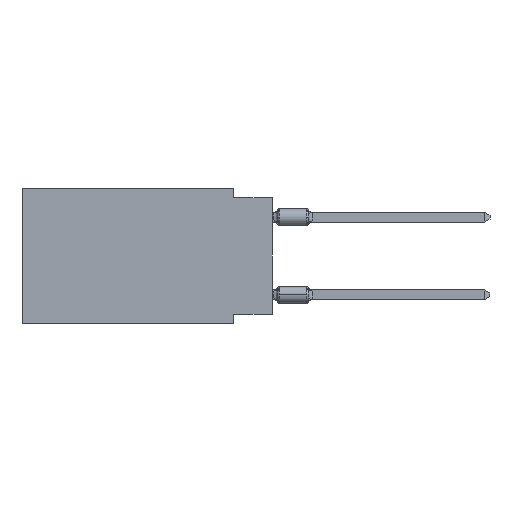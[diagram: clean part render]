
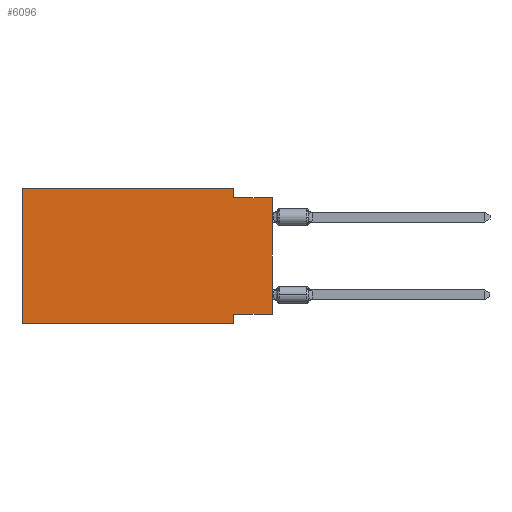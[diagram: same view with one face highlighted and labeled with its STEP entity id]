
A CAD part, left-side view. The second image highlights one B-rep face of the part: STEP entity #6096.
In plain terms, the highlighted planar face has unit normal (-1, 0, 0).
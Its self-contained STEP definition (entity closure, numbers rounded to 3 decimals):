
#217 = VERTEX_POINT ( 'NONE', #16384 ) ;
#423 = ORIENTED_EDGE ( 'NONE', *, *, #3239, .T. ) ;
#448 = VERTEX_POINT ( 'NONE', #11021 ) ;
#465 = ORIENTED_EDGE ( 'NONE', *, *, #15315, .F. ) ;
#1862 = DIRECTION ( 'NONE',  ( 0., 0., -1. ) ) ;
#2262 = DIRECTION ( 'NONE',  ( 0., -1., 0. ) ) ;
#2487 = CARTESIAN_POINT ( 'NONE',  ( 0., 0., -8.255 ) ) ;
#2603 = LINE ( 'NONE', #3925, #2809 ) ;
#2618 = VERTEX_POINT ( 'NONE', #2487 ) ;
#2671 = DIRECTION ( 'NONE',  ( 0., 0., 1. ) ) ;
#2809 = VECTOR ( 'NONE', #16323, 1000. ) ;
#2890 = LINE ( 'NONE', #18031, #12147 ) ;
#2926 = LINE ( 'NONE', #6048, #13446 ) ;
#2997 = EDGE_CURVE ( 'NONE', #5778, #19799, #7111, .T. ) ;
#3239 = EDGE_CURVE ( 'NONE', #2618, #217, #11852, .T. ) ;
#3867 = EDGE_CURVE ( 'NONE', #19799, #217, #17558, .T. ) ;
#3925 = CARTESIAN_POINT ( 'NONE',  ( 0., 2.54, -8.89 ) ) ;
#3953 = EDGE_CURVE ( 'NONE', #2618, #8101, #6970, .T. ) ;
#4043 = DIRECTION ( 'NONE',  ( 0., -1., 0. ) ) ;
#4229 = VECTOR ( 'NONE', #2262, 1000. ) ;
#4256 = ORIENTED_EDGE ( 'NONE', *, *, #7310, .F. ) ;
#5292 = CARTESIAN_POINT ( 'NONE',  ( 0., 16.383, 0. ) ) ;
#5462 = DIRECTION ( 'NONE',  ( 0., 1., 0. ) ) ;
#5778 = VERTEX_POINT ( 'NONE', #8142 ) ;
#6048 = CARTESIAN_POINT ( 'NONE',  ( 0., 16.383, -8.89 ) ) ;
#6096 = ADVANCED_FACE ( 'NONE', ( #15279 ), #17102, .F. ) ;
#6660 = VERTEX_POINT ( 'NONE', #11328 ) ;
#6970 = LINE ( 'NONE', #8379, #9673 ) ;
#7111 = LINE ( 'NONE', #12959, #10989 ) ;
#7310 = EDGE_CURVE ( 'NONE', #6660, #448, #2890, .T. ) ;
#7710 = ORIENTED_EDGE ( 'NONE', *, *, #14297, .F. ) ;
#8020 = DIRECTION ( 'NONE',  ( 1., 0., 0. ) ) ;
#8101 = VERTEX_POINT ( 'NONE', #10981 ) ;
#8142 = CARTESIAN_POINT ( 'NONE',  ( 0., 2.54, 0. ) ) ;
#8379 = CARTESIAN_POINT ( 'NONE',  ( 0., 0., -8.255 ) ) ;
#9673 = VECTOR ( 'NONE', #5462, 1000. ) ;
#10295 = ORIENTED_EDGE ( 'NONE', *, *, #19890, .T. ) ;
#10981 = CARTESIAN_POINT ( 'NONE',  ( 0., 2.54, -8.255 ) ) ;
#10989 = VECTOR ( 'NONE', #19414, 1000. ) ;
#11021 = CARTESIAN_POINT ( 'NONE',  ( 0., 16.383, 0. ) ) ;
#11328 = CARTESIAN_POINT ( 'NONE',  ( 0., 16.383, -8.89 ) ) ;
#11852 = LINE ( 'NONE', #18008, #12270 ) ;
#12147 = VECTOR ( 'NONE', #16517, 1000. ) ;
#12270 = VECTOR ( 'NONE', #2671, 1000. ) ;
#12562 = VECTOR ( 'NONE', #4043, 1000. ) ;
#12959 = CARTESIAN_POINT ( 'NONE',  ( 0., 2.54, 0. ) ) ;
#13066 = ORIENTED_EDGE ( 'NONE', *, *, #2997, .F. ) ;
#13331 = VERTEX_POINT ( 'NONE', #15925 ) ;
#13446 = VECTOR ( 'NONE', #15229, 1000. ) ;
#14297 = EDGE_CURVE ( 'NONE', #448, #5778, #19102, .T. ) ;
#15229 = DIRECTION ( 'NONE',  ( 0., -1., 0. ) ) ;
#15279 = FACE_OUTER_BOUND ( 'NONE', #17036, .T. ) ;
#15315 = EDGE_CURVE ( 'NONE', #8101, #13331, #2603, .T. ) ;
#15365 = ORIENTED_EDGE ( 'NONE', *, *, #3867, .F. ) ;
#15925 = CARTESIAN_POINT ( 'NONE',  ( 0., 2.54, -8.89 ) ) ;
#16151 = CARTESIAN_POINT ( 'NONE',  ( 0., 0., -0.635 ) ) ;
#16323 = DIRECTION ( 'NONE',  ( 0., 0., -1. ) ) ;
#16384 = CARTESIAN_POINT ( 'NONE',  ( 0., 0., -0.635 ) ) ;
#16517 = DIRECTION ( 'NONE',  ( 0., 0., 1. ) ) ;
#17036 = EDGE_LOOP ( 'NONE', ( #423, #15365, #13066, #7710, #4256, #10295, #465, #18280 ) ) ;
#17102 = PLANE ( 'NONE',  #18543 ) ;
#17558 = LINE ( 'NONE', #16151, #12562 ) ;
#18008 = CARTESIAN_POINT ( 'NONE',  ( 0., 0., 0. ) ) ;
#18031 = CARTESIAN_POINT ( 'NONE',  ( 0., 16.383, 0. ) ) ;
#18280 = ORIENTED_EDGE ( 'NONE', *, *, #3953, .F. ) ;
#18353 = CARTESIAN_POINT ( 'NONE',  ( 0., 2.54, -0.635 ) ) ;
#18501 = CARTESIAN_POINT ( 'NONE',  ( 0., 16.383, 0. ) ) ;
#18543 = AXIS2_PLACEMENT_3D ( 'NONE', #18501, #8020, #1862 ) ;
#19102 = LINE ( 'NONE', #5292, #4229 ) ;
#19414 = DIRECTION ( 'NONE',  ( 0., 0., -1. ) ) ;
#19799 = VERTEX_POINT ( 'NONE', #18353 ) ;
#19890 = EDGE_CURVE ( 'NONE', #6660, #13331, #2926, .T. ) ;
